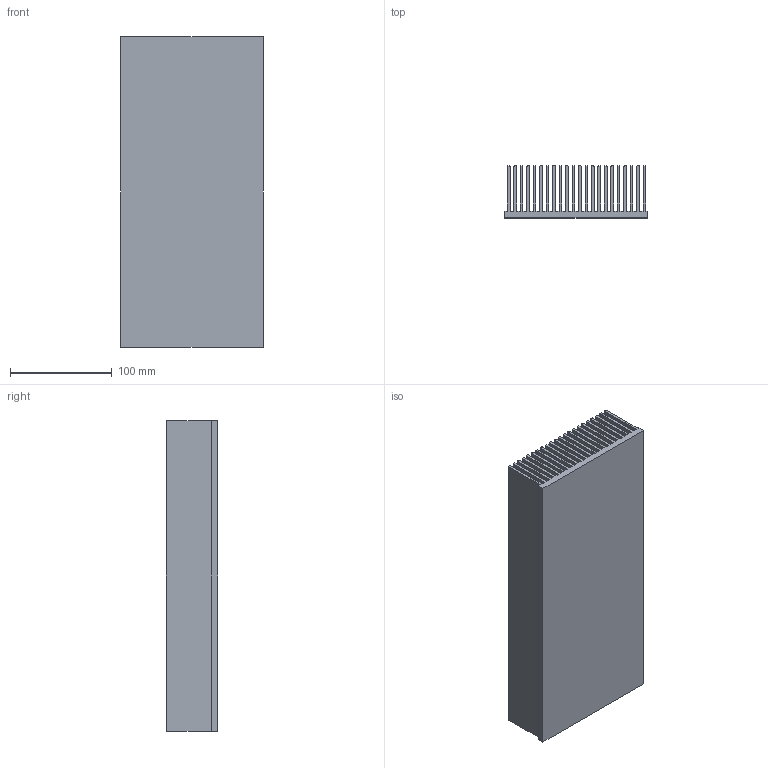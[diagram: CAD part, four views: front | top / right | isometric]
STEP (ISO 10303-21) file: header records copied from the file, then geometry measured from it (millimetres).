
FILE_DESCRIPTION (( 'STEP AP214' ), '1' );
FILE_NAME ('125409.STEP', '2024-11-26T15:02:36', ( '' ), ( '' ), 'SwSTEP 2.0', 'SolidWorks 2022', '' );
FILE_SCHEMA (( 'AUTOMOTIVE_DESIGN' ));
Length unit declared in the file: inch
Products named in the file (1): 125409
Bounding box: 139.7 x 50.8 x 304.8 mm (x, y, z)
Volume: 1026749.4 mm3; surface area: 689019.1 mm2
Topology: 1 solids, 1 shells, 138 faces, 408 edges, 272 vertices
Faces by surface type: plane 94, cylinder 44
Entity records: 4640 total; most frequent: CARTESIAN_POINT 819, ORIENTED_EDGE 816, DIRECTION 774, EDGE_CURVE 408, VECTOR 320, LINE 320, VERTEX_POINT 272, AXIS2_PLACEMENT_3D 227
